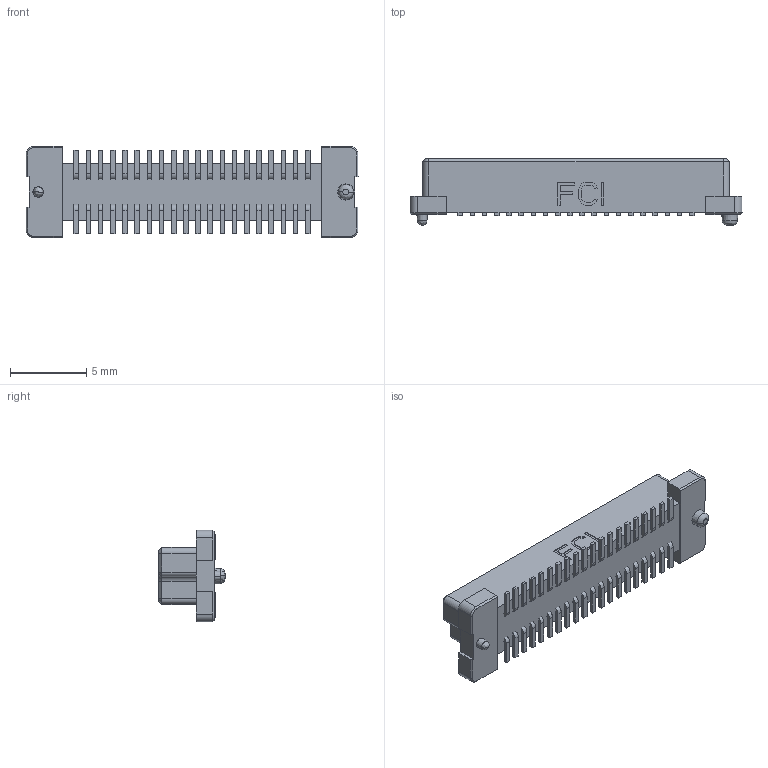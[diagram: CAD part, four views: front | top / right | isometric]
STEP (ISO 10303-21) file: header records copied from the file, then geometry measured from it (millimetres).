
FILE_DESCRIPTION((''),'2;1');
FILE_NAME('61082_R1_WO_HOL_ASM_2_ASM_1_ASM_ASM','2017-07-04T',('gub'),('AFCI'),'CREO PARAMETRIC BY PTC INC, 2016130','CREO PARAMETRIC BY PTC INC, 2016130','');
FILE_SCHEMA(('AUTOMOTIVE_DESIGN { 1 0 10303 214 1 1 1 1 }'));
Length unit declared in the file: millimetre
Products named in the file (5): 10081209_WO_HOL_1_1; 10081210-AS-USED_1_1_1; 10081210-AS-USED_1_1_2; 10081210-AS-USED_1_1_ASM; 61082_R1_WO_HOL_ASM_2_ASM_1_ASM_ASM
Assembly tree (43 placements, depth 3):
  61082_R1_WO_HOL_ASM_2_ASM_1_ASM_ASM
    10081209_WO_HOL_1_1
    10081210-AS-USED_1_1_ASM  x40
      10081210-AS-USED_1_1_1
      10081210-AS-USED_1_1_2
Bounding box: 21.8 x 4.35 x 6 mm (x, y, z)
Volume: 237.4 mm3; surface area: 572 mm2
Topology: 81 solids, 85 shells, 1461 faces, 3941 edges, 2658 vertices
Faces by surface type: plane 787, cylinder 414, bspline 164, extrusion 80, cone 16
Entity records: 8097 total; most frequent: CARTESIAN_POINT 2118, DIRECTION 1101, ORIENTED_EDGE 1096, EDGE_CURVE 548, VECTOR 453, LINE 451, VERTEX_POINT 357, AXIS2_PLACEMENT_3D 324
